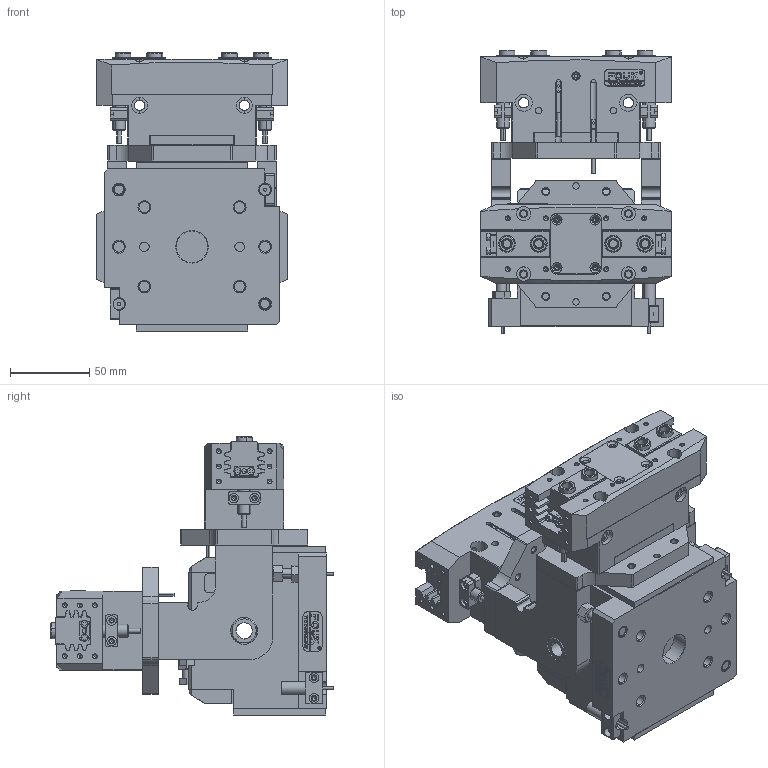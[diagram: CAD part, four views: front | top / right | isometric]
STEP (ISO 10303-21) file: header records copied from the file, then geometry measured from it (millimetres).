
FILE_DESCRIPTION (( 'STEP AP203' ), '1' );
FILE_NAME ('TE50-FR45-120-90¡ã.STEP', '2025-04-09T03:03:48', ( 'USER-' ), ( 'Microsoft' ), 'SwSTEP 2.0', 'SolidWorks 2018', '' );
FILE_SCHEMA (( 'CONFIG_CONTROL_DESIGN' ));
Length unit declared in the file: millimetre
Products named in the file (30): 内六角圆柱头螺钉[GBT70_1-2008][M2.5×8]; 揤輸杅耀.sldasm-Part-9; 揤輸; 25x12-R3; TRT45-120-MX-06 笢猾え; TE50-tr50.sldasm-Part-2; TRT45-120-MX-01 喘倛褲极; TE50-tr50.sldasm-Part-8; TRT45-120-MX-05 菁裔啣; TE50; TE50-tr50.sldasm-Part-21; hexagon nuts grade c gb_GB_FASTENER_NUT_SNC1 M6-N; TE50-tr50.sldasm-Part-9; P-GS-T-01 喘倛蚚標釱; TRT46-120-M-02 喘倛賑輸; TZ33-60杅耀.sldasm-Part-12; TE50-M-01 啊詰褲极; 鞠褒芛蹟邡 M6X25; FR45-120; 25x10-R1.5; ﾏ擎ﾗ10｡ﾁ6｡ﾁ6; 棠羲換覜ん; 揤輸-1; TZ33-60杅耀.sldasm-Part-19; TE50-FR45-120-90°; TE50-tr50.sldasm-Part-4; 8x23諉輪羲壽; TE40杅耀.sldasm-Part-15; TE50-tr50.sldasm-Part-12; TE50-tr50.sldasm-Part-1
Assembly tree (52 placements, depth 4):
  TE50-FR45-120-90°
    TE50
      TE50-tr50.sldasm-Part-1
      TE50-tr50.sldasm-Part-2
      TE50-tr50.sldasm-Part-4  x2
      TE50-tr50.sldasm-Part-8  x2
      TE50-tr50.sldasm-Part-9
      TE50-tr50.sldasm-Part-12  x2
      TE50-tr50.sldasm-Part-21  x2
      TZ33-60杅耀.sldasm-Part-12  x2
      TZ33-60杅耀.sldasm-Part-19  x2
      TE50-M-01 啊詰褲极
      25x12-R3
      鞠褒芛蹟邡 M6X25  x4
      TE40杅耀.sldasm-Part-15  x2
      hexagon nuts grade c gb_GB_FASTENER_NUT_SNC1 M6-N  x2
    FR45-120  x2
      揤輸
        揤輸杅耀.sldasm-Part-9
        内六角圆柱头螺钉[GBT70_1-2008][M2.5×8]  x2
      揤輸-1
        揤輸杅耀.sldasm-Part-9
        内六角圆柱头螺钉[GBT70_1-2008][M2.5×8]  x2
      TRT45-120-MX-01 喘倛褲极
      TRT46-120-M-02 喘倛賑輸
      TRT45-120-MX-05 菁裔啣
      TRT45-120-MX-06 笢猾え
      P-GS-T-01 喘倛蚚標釱
      8x23諉輪羲壽
      ﾏ擎ﾗ10｡ﾁ6｡ﾁ6
      25x10-R1.5
      棠羲換覜ん
Bounding box: 120 x 178.3 x 175 mm (x, y, z)
Volume: 1409585.7 mm3; surface area: 327455.6 mm2
Topology: 69 solids, 85 shells, 4015 faces, 10317 edges, 6585 vertices
Faces by surface type: plane 1695, cylinder 1192, cone 627, bspline 469, torus 32
Entity records: 82950 total; most frequent: CARTESIAN_POINT 30030, ORIENTED_EDGE 10608, DIRECTION 9365, EDGE_CURVE 5304, VERTEX_POINT 3457, VECTOR 3225, LINE 3225, AXIS2_PLACEMENT_3D 3070
